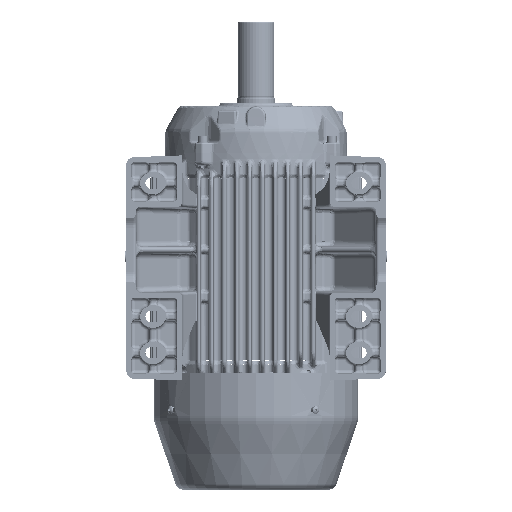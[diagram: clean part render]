
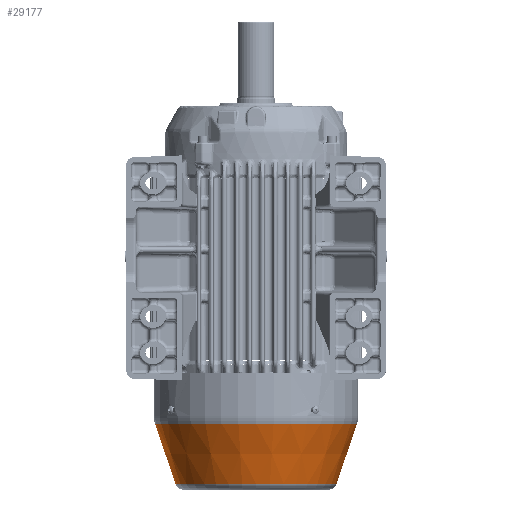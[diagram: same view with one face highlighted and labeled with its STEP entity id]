
A CAD part, front view. The second image highlights one B-rep face of the part: STEP entity #29177.
In plain terms, the highlighted conical face has half-angle 19 degrees and reference radius 84.455 mm.
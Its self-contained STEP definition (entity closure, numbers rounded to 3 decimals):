
#20072=CONICAL_SURFACE('',#105002,84.455,19.);
#29177=ADVANCED_FACE('',(#35287,#35288),#20072,.T.);
#35287=FACE_BOUND('',#37089,.T.);
#35288=FACE_BOUND('',#37090,.T.);
#37089=EDGE_LOOP('',(#47461));
#37090=EDGE_LOOP('',(#47462));
#47461=ORIENTED_EDGE('',*,*,#83655,.T.);
#47462=ORIENTED_EDGE('',*,*,#83656,.F.);
#71473=VERTEX_POINT('',#159956);
#71474=VERTEX_POINT('',#159959);
#83655=EDGE_CURVE('',#71473,#71473,#98447,.T.);
#83656=EDGE_CURVE('',#71474,#71474,#98448,.T.);
#98447=CIRCLE('',#104999,106.138);
#98448=CIRCLE('',#105001,84.455);
#104999=AXIS2_PLACEMENT_3D('',#159955,#117765,#117766);
#105001=AXIS2_PLACEMENT_3D('',#159958,#117769,#117770);
#105002=AXIS2_PLACEMENT_3D('',#159960,#117771,#117772);
#117765=DIRECTION('',(0.,0.,-1.));
#117766=DIRECTION('',(-1.,0.,0.));
#117769=DIRECTION('',(0.,0.,-1.));
#117770=DIRECTION('',(-1.,0.,0.));
#117771=DIRECTION('',(0.,0.,1.));
#117772=DIRECTION('',(1.,0.,0.));
#159955=CARTESIAN_POINT('',(0.,0.,-341.284));
#159956=CARTESIAN_POINT('',(-106.138,0.,-341.284));
#159958=CARTESIAN_POINT('',(0.,0.,-404.256));
#159959=CARTESIAN_POINT('',(-84.455,0.,-404.256));
#159960=CARTESIAN_POINT('',(0.,0.,-404.256));
